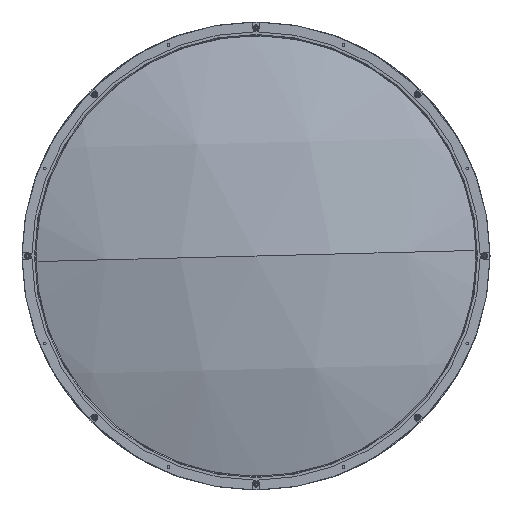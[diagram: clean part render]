
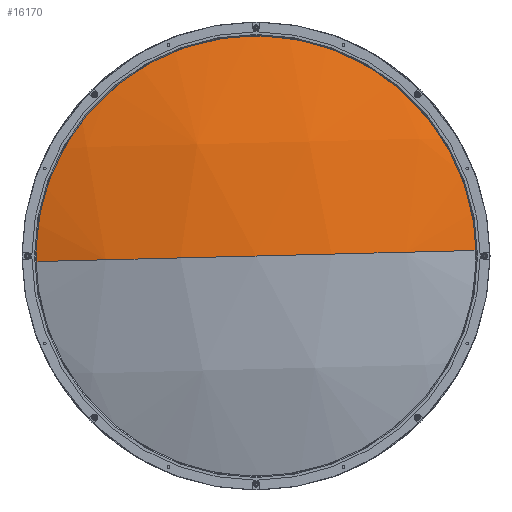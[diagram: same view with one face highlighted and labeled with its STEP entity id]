
A CAD part, left-side view. The second image highlights one B-rep face of the part: STEP entity #16170.
In plain terms, the highlighted spherical face has radius 625 mm.
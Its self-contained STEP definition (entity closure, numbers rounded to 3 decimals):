
#11 = DIRECTION ( 'NONE',  ( 0., 0.025, 1. ) ) ;
#1576 = CARTESIAN_POINT ( 'NONE',  ( 622., 0., 0. ) ) ;
#2626 = ORIENTED_EDGE ( 'NONE', *, *, #16990, .T. ) ;
#4069 = DIRECTION ( 'NONE',  ( -1., 0., 0. ) ) ;
#4436 = CARTESIAN_POINT ( 'NONE',  ( -3., 0., 0. ) ) ;
#4646 = CARTESIAN_POINT ( 'NONE',  ( 31.576, 0., 0. ) ) ;
#5992 = ORIENTED_EDGE ( 'NONE', *, *, #10496, .T. ) ;
#6990 = CARTESIAN_POINT ( 'NONE',  ( 622., 0., 0. ) ) ;
#8302 = CIRCLE ( 'NONE', #10009, 625. ) ;
#8894 = DIRECTION ( 'NONE',  ( 0., 1., -0.025 ) ) ;
#9235 = ORIENTED_EDGE ( 'NONE', *, *, #14057, .F. ) ;
#10009 = AXIS2_PLACEMENT_3D ( 'NONE', #1576, #10095, #19795 ) ;
#10095 = DIRECTION ( 'NONE',  ( 0., 0.025, 1. ) ) ;
#10496 = EDGE_CURVE ( 'NONE', #17311, #18673, #16385, .T. ) ;
#10598 = SPHERICAL_SURFACE ( 'NONE', #16199, 625. ) ;
#10720 = AXIS2_PLACEMENT_3D ( 'NONE', #4646, #4069, #11 ) ;
#10947 = EDGE_LOOP ( 'NONE', ( #5992, #2626, #9235 ) ) ;
#12916 = DIRECTION ( 'NONE',  ( 0., 0.025, 1. ) ) ;
#13196 = DIRECTION ( 'NONE',  ( 0., -1., 0.025 ) ) ;
#14057 = EDGE_CURVE ( 'NONE', #17311, #14191, #24573, .T. ) ;
#14191 = VERTEX_POINT ( 'NONE', #4436 ) ;
#14350 = CARTESIAN_POINT ( 'NONE',  ( 31.576, 204.935, -5.173 ) ) ;
#14668 = AXIS2_PLACEMENT_3D ( 'NONE', #6990, #20548, #8894 ) ;
#16170 = ADVANCED_FACE ( 'NONE', ( #20970 ), #10598, .T. ) ;
#16199 = AXIS2_PLACEMENT_3D ( 'NONE', #18918, #12916, #13196 ) ;
#16385 = CIRCLE ( 'NONE', #10720, 205. ) ;
#16990 = EDGE_CURVE ( 'NONE', #18673, #14191, #8302, .T. ) ;
#17311 = VERTEX_POINT ( 'NONE', #24055 ) ;
#18673 = VERTEX_POINT ( 'NONE', #14350 ) ;
#18918 = CARTESIAN_POINT ( 'NONE',  ( 622., 0., 0. ) ) ;
#19795 = DIRECTION ( 'NONE',  ( 0., -1., 0.025 ) ) ;
#20548 = DIRECTION ( 'NONE',  ( 0., -0.025, -1. ) ) ;
#20970 = FACE_OUTER_BOUND ( 'NONE', #10947, .T. ) ;
#24055 = CARTESIAN_POINT ( 'NONE',  ( 31.576, -204.935, 5.173 ) ) ;
#24573 = CIRCLE ( 'NONE', #14668, 625. ) ;
